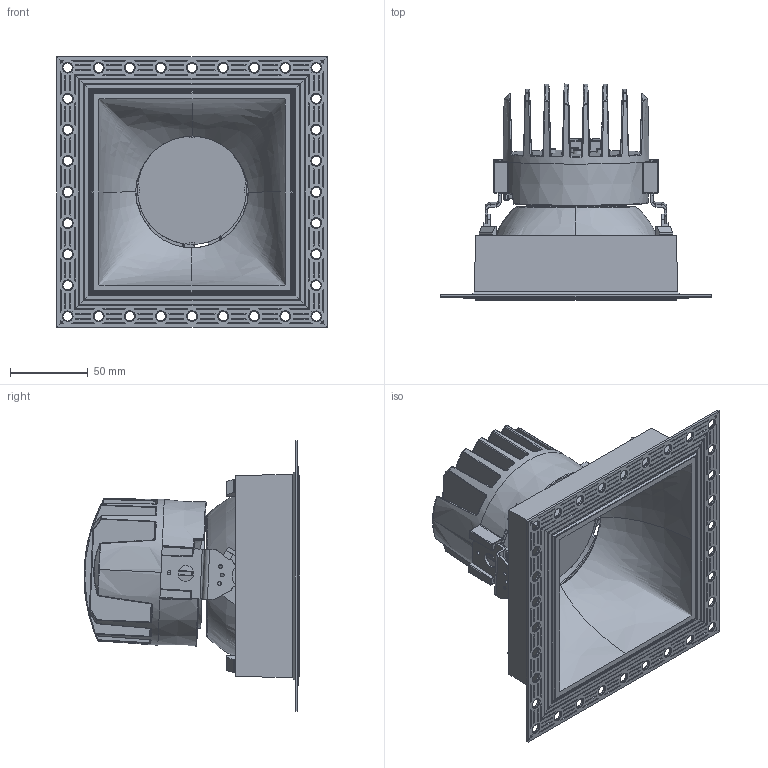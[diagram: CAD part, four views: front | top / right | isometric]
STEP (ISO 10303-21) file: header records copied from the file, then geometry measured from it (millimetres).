
FILE_DESCRIPTION (( 'STEP AP214' ), '1' );
FILE_NAME ('ARTEMIDE-ARCHITECTURAL-EVERYTHING 150-SQUARE-TRIMLESS-FIX-ADJUSTABLE-3D.STEP', '2017-10-18T19:16:28', ( '' ), ( '' ), 'SwSTEP 2.0', 'SolidWorks 2012', '' );
FILE_SCHEMA (( 'AUTOMOTIVE_DESIGN' ));
Length unit declared in the file: inch
Products named in the file (1): ARTEMIDE-ARCHITECTURAL-EVERYTHING 150-SQUARE-TRIMLESS-FIX-ADJUSTABLE-3D
Bounding box: 174 x 138.86 x 174 mm (x, y, z)
Volume: 252309.6 mm3; surface area: 247160.1 mm2
Topology: 7 solids, 8 shells, 2397 faces, 5861 edges, 3573 vertices
Faces by surface type: plane 900, cylinder 731, bspline 389, sphere 138, cone 132, torus 107
Entity records: 107084 total; most frequent: CARTESIAN_POINT 56385, ORIENTED_EDGE 11694, DIRECTION 9210, EDGE_CURVE 5847, VERTEX_POINT 3573, AXIS2_PLACEMENT_3D 3419, EDGE_LOOP 2640, FACE_OUTER_BOUND 2399
